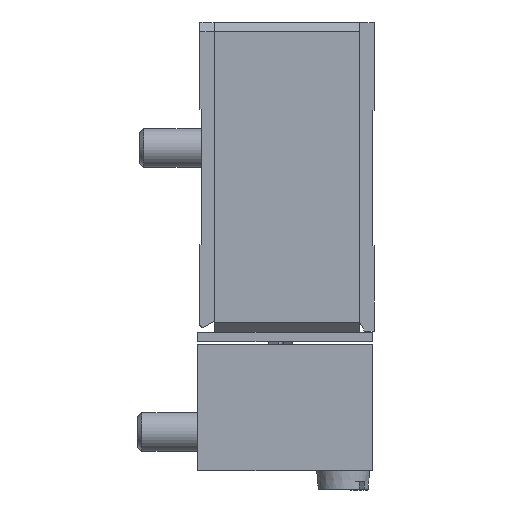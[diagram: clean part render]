
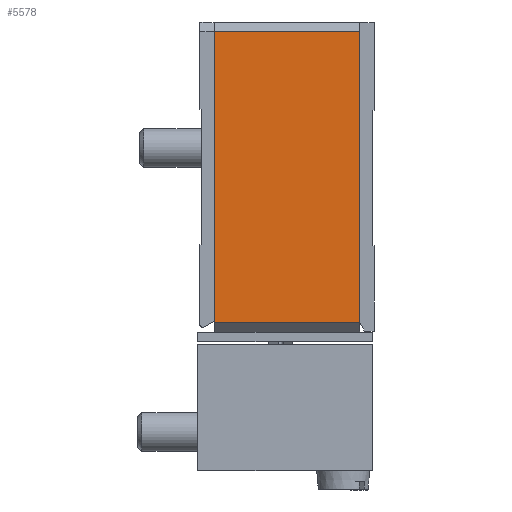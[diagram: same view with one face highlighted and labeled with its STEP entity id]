
A CAD part, front view. The second image highlights one B-rep face of the part: STEP entity #5578.
In plain terms, the highlighted planar face has unit normal (0, -1, 0).
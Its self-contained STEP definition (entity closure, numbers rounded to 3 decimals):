
#668=FACE_OUTER_BOUND($,#936,.T.);
#936=EDGE_LOOP($,(#4472,#4473,#4474,#4475));
#1456=LINE($,#8530,#2075);
#1458=LINE($,#8534,#2077);
#1459=LINE($,#8536,#2078);
#1460=LINE($,#8537,#2079);
#2075=VECTOR($,#6875,15.);
#2077=VECTOR($,#6879,30.);
#2078=VECTOR($,#6880,15.);
#2079=VECTOR($,#6881,30.);
#2673=VERTEX_POINT($,#8527);
#2674=VERTEX_POINT($,#8529);
#2675=VERTEX_POINT($,#8533);
#2676=VERTEX_POINT($,#8535);
#3411=EDGE_CURVE($,#2673,#2674,#1456,.T.);
#3413=EDGE_CURVE($,#2673,#2675,#1458,.T.);
#3414=EDGE_CURVE($,#2676,#2675,#1459,.T.);
#3415=EDGE_CURVE($,#2676,#2674,#1460,.T.);
#4472=ORIENTED_EDGE($,*,*,#3411,.F.);
#4473=ORIENTED_EDGE($,*,*,#3413,.T.);
#4474=ORIENTED_EDGE($,*,*,#3414,.F.);
#4475=ORIENTED_EDGE($,*,*,#3415,.T.);
#5367=PLANE($,#5982);
#5578=ADVANCED_FACE($,(#668),#5367,.F.);
#5982=AXIS2_PLACEMENT_3D($,#8532,#6877,#6878);
#6875=DIRECTION($,(-1.,0.,0.));
#6877=DIRECTION('center_axis',(0.,1.,0.));
#6878=DIRECTION('ref_axis',(-1.,0.,0.));
#6879=DIRECTION($,(0.,0.,1.));
#6880=DIRECTION($,(1.,0.,0.));
#6881=DIRECTION($,(0.,0.,-1.));
#8527=CARTESIAN_POINT('',(-20.872,-82.211,-23.357));
#8529=CARTESIAN_POINT('',(-35.872,-82.211,-23.357));
#8530=CARTESIAN_POINT($,(-24.622,-82.211,-23.357));
#8532=CARTESIAN_POINT('Origin',(-28.372,-82.211,-8.357));
#8533=CARTESIAN_POINT('',(-20.872,-82.211,6.643));
#8534=CARTESIAN_POINT($,(-20.872,-82.211,-24.357));
#8535=CARTESIAN_POINT('',(-35.872,-82.211,6.643));
#8536=CARTESIAN_POINT($,(-32.122,-82.211,6.643));
#8537=CARTESIAN_POINT($,(-35.872,-82.211,7.643));
